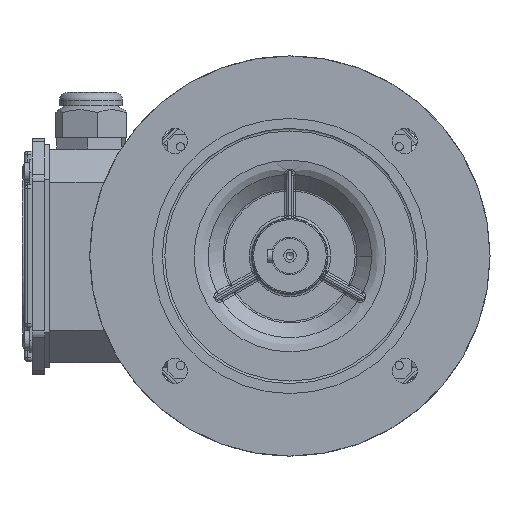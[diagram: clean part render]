
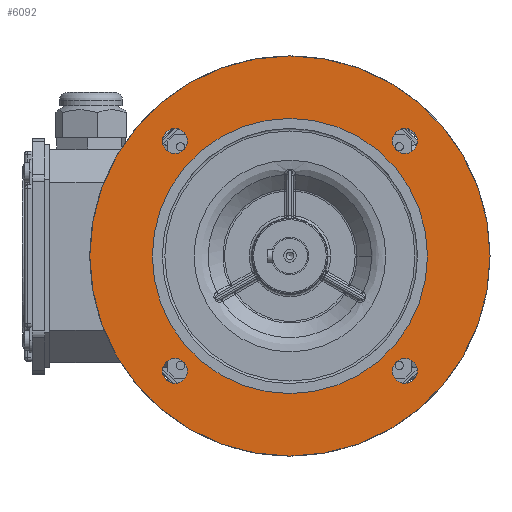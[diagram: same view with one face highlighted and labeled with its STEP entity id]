
A CAD part, top view. The second image highlights one B-rep face of the part: STEP entity #6092.
In plain terms, the highlighted planar face has unit normal (0, 0, 1).
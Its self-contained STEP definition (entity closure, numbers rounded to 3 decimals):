
#2553=FACE_BOUND('',#13324,.T.);
#2554=FACE_BOUND('',#13325,.T.);
#2555=FACE_BOUND('',#13326,.T.);
#2556=FACE_BOUND('',#13327,.T.);
#2557=FACE_BOUND('',#13328,.T.);
#2558=FACE_BOUND('',#13329,.T.);
#3808=CIRCLE('',#54814,5.);
#3863=CIRCLE('',#54898,5.);
#3924=CIRCLE('',#54992,5.);
#4012=CIRCLE('',#55120,5.);
#4013=CIRCLE('',#55122,80.);
#4028=CIRCLE('',#55173,55.);
#6092=ADVANCED_FACE('',(#2553,#2554,#2555,#2556,#2557,#2558),#8495,.T.);
#8495=PLANE('',#55175);
#13324=EDGE_LOOP('',(#27854));
#13325=EDGE_LOOP('',(#27855));
#13326=EDGE_LOOP('',(#27856));
#13327=EDGE_LOOP('',(#27857));
#13328=EDGE_LOOP('',(#27858));
#13329=EDGE_LOOP('',(#27859));
#27854=ORIENTED_EDGE('',*,*,#46024,.F.);
#27855=ORIENTED_EDGE('',*,*,#46369,.F.);
#27856=ORIENTED_EDGE('',*,*,#46370,.T.);
#27857=ORIENTED_EDGE('',*,*,#46418,.F.);
#27858=ORIENTED_EDGE('',*,*,#46160,.F.);
#27859=ORIENTED_EDGE('',*,*,#45900,.F.);
#40157=VERTEX_POINT('',#82732);
#40226=VERTEX_POINT('',#83664);
#40309=VERTEX_POINT('',#84511);
#40428=VERTEX_POINT('',#86129);
#40429=VERTEX_POINT('',#86132);
#40440=VERTEX_POINT('',#86603);
#45900=EDGE_CURVE('',#40157,#40157,#3808,.T.);
#46024=EDGE_CURVE('',#40226,#40226,#3863,.T.);
#46160=EDGE_CURVE('',#40309,#40309,#3924,.T.);
#46369=EDGE_CURVE('',#40428,#40428,#4012,.T.);
#46370=EDGE_CURVE('',#40429,#40429,#4013,.T.);
#46418=EDGE_CURVE('',#40440,#40440,#4028,.T.);
#54814=AXIS2_PLACEMENT_3D('',#82731,#61004,#61005);
#54898=AXIS2_PLACEMENT_3D('',#83663,#61207,#61208);
#54992=AXIS2_PLACEMENT_3D('',#84510,#61436,#61437);
#55120=AXIS2_PLACEMENT_3D('',#86128,#61747,#61748);
#55122=AXIS2_PLACEMENT_3D('',#86131,#61751,#61752);
#55173=AXIS2_PLACEMENT_3D('',#86602,#61873,#61874);
#55175=AXIS2_PLACEMENT_3D('',#86605,#61877,#61878);
#61004=DIRECTION('',(0.,0.,1.));
#61005=DIRECTION('',(1.,0.,0.));
#61207=DIRECTION('',(0.,0.,1.));
#61208=DIRECTION('',(1.,0.,0.));
#61436=DIRECTION('',(0.,0.,1.));
#61437=DIRECTION('',(1.,0.,0.));
#61747=DIRECTION('',(0.,0.,1.));
#61748=DIRECTION('',(1.,0.,0.));
#61751=DIRECTION('',(0.,0.,1.));
#61752=DIRECTION('',(1.,0.,0.));
#61873=DIRECTION('',(0.,0.,1.));
#61874=DIRECTION('',(-1.,0.,0.));
#61877=DIRECTION('',(0.,0.,1.));
#61878=DIRECTION('',(1.,0.,0.));
#82731=CARTESIAN_POINT('',(-45.962,45.962,32.));
#82732=CARTESIAN_POINT('',(-40.962,45.962,32.));
#83663=CARTESIAN_POINT('',(45.962,-45.962,32.));
#83664=CARTESIAN_POINT('',(50.962,-45.962,32.));
#84510=CARTESIAN_POINT('',(45.962,45.962,32.));
#84511=CARTESIAN_POINT('',(50.962,45.962,32.));
#86128=CARTESIAN_POINT('',(-45.962,-45.962,32.));
#86129=CARTESIAN_POINT('',(-40.962,-45.962,32.));
#86131=CARTESIAN_POINT('',(0.,0.,32.));
#86132=CARTESIAN_POINT('',(80.,0.,32.));
#86602=CARTESIAN_POINT('',(0.,0.,32.));
#86603=CARTESIAN_POINT('',(-55.,0.,32.));
#86605=CARTESIAN_POINT('',(0.,0.,32.));
